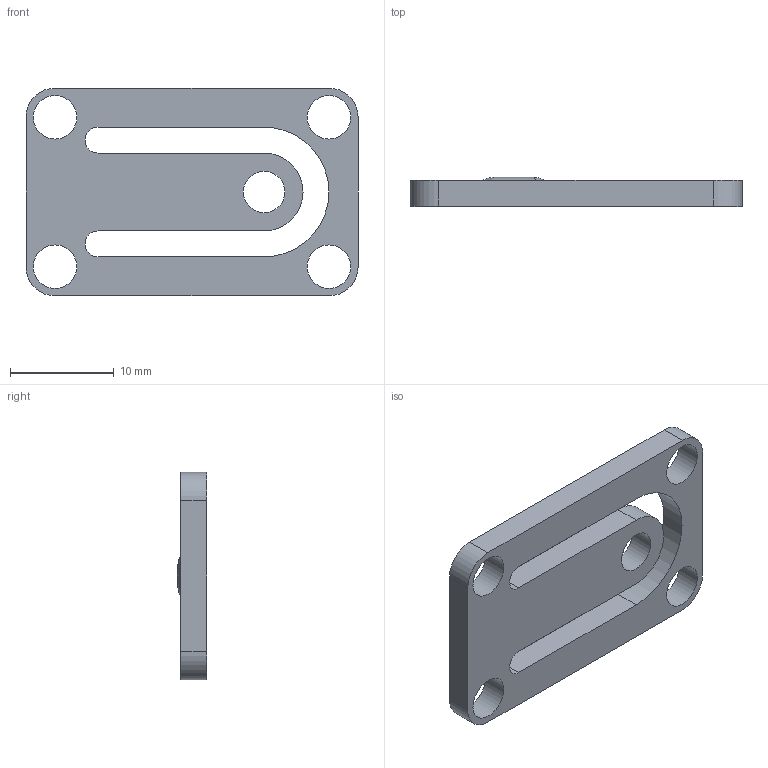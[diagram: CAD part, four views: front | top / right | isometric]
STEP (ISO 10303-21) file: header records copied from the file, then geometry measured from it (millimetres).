
FILE_DESCRIPTION(/* description */ (''),/* implementation_level */ '2;1');
FILE_NAME(/* name */ '应变片压力传感器 v1.step',/* time_stamp */ '2020-12-02T19:19:52+08:00',/* author */ (''),/* organization */ (''),/* preprocessor_version */ 'ST-DEVELOPER v18.1',/* originating_system */ 'Autodesk Translation Framework v9.3.0.1241',/* authorisation */ '');
FILE_SCHEMA (('AUTOMOTIVE_DESIGN { 1 0 10303 214 3 1 1 }'));
Length unit declared in the file: millimetre
Products named in the file (1): 应变片压力传感器
Bounding box: 32 x 2.8 x 20 mm (x, y, z)
Volume: 1108.4 mm3; surface area: 1553.2 mm2
Topology: 1 solids, 1 shells, 32 faces, 87 edges, 58 vertices
Faces by surface type: cylinder 17, plane 11, bspline 4
Full cylindrical faces by diameter (mm): 4 x1, 4.2 x4
Entity records: 1244 total; most frequent: CARTESIAN_POINT 372, ORIENTED_EDGE 174, DIRECTION 167, EDGE_CURVE 87, AXIS2_PLACEMENT_3D 59, VERTEX_POINT 58, LINE 49, VECTOR 49
